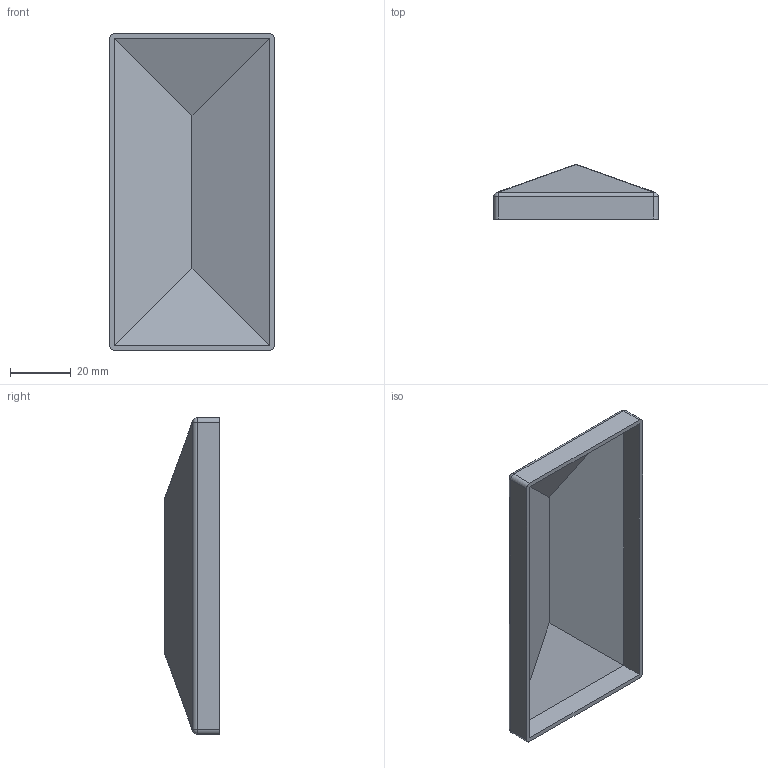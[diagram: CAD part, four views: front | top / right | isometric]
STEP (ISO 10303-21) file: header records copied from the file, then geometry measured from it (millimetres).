
FILE_DESCRIPTION (( 'STEP AP203' ), '1' );
FILE_NAME ('168-50X100.step', '2021-08-10T14:29:08', ( '' ), ( '' ), 'SwSTEP 2.0', 'SolidWorks 2018', '' );
FILE_SCHEMA (( 'CONFIG_CONTROL_DESIGN' ));
Length unit declared in the file: millimetre
Products named in the file (2): 168-50X100
Bounding box: 54 x 18 x 104 mm (x, y, z)
Volume: 12160 mm3; surface area: 16691.9 mm2
Topology: 1 solids, 1 shells, 265 faces, 681 edges, 442 vertices
Faces by surface type: plane 135, bspline 109, cylinder 13, sphere 8
Entity records: 14362 total; most frequent: CARTESIAN_POINT 8519, ORIENTED_EDGE 1354, DIRECTION 805, EDGE_CURVE 677, VERTEX_POINT 442, LINE 429, VECTOR 429, EDGE_LOOP 293
